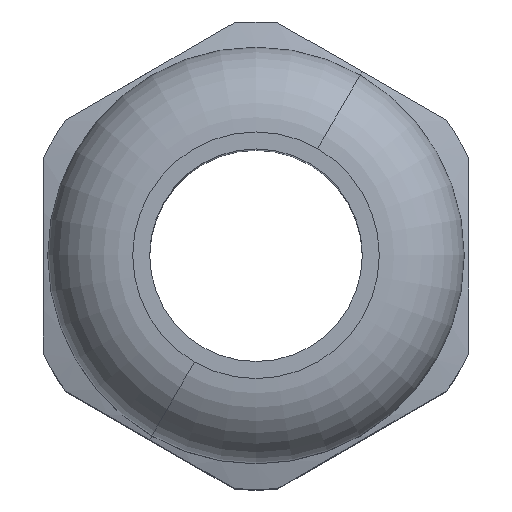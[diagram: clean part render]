
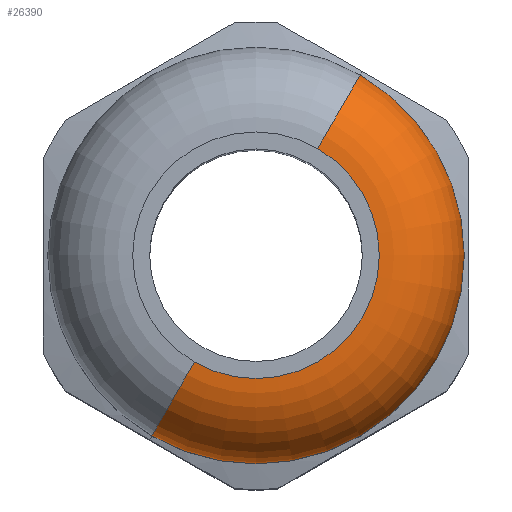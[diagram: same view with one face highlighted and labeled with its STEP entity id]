
A CAD part, top view. The second image highlights one B-rep face of the part: STEP entity #26390.
In plain terms, the highlighted toroidal (fillet/blend) face has major radius 5.8 mm and minor radius 4 mm.
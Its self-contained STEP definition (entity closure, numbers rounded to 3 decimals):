
#1530=CARTESIAN_POINT('',(0.,0.,
28.355));
#1540=DIRECTION('',(0.,0.,-1.));
#1550=DIRECTION('',(0.866,0.5,
0.));
#1560=AXIS2_PLACEMENT_3D('',#1530,#1540,#1550);
#1570=CIRCLE('',#1560,5.8);
#1600=CARTESIAN_POINT('',(0.,-5.8,
28.355));
#1610=VERTEX_POINT('',#1600);
#1640=CARTESIAN_POINT('',(0.,5.8,
28.355));
#1650=VERTEX_POINT('',#1640);
#1660=EDGE_CURVE('',#1610,#1650,#1570,.T.);
#16520=CARTESIAN_POINT('',(0.,0.,
24.355));
#16530=DIRECTION('',(0.,0.,-1.));
#16540=DIRECTION('',(0.866,0.5,
0.));
#16550=AXIS2_PLACEMENT_3D('',#16520,#16530,#16540);
#16560=CIRCLE('',#16550,9.8);
#16590=CARTESIAN_POINT('',(0.,-9.8,24.355));
#16600=VERTEX_POINT('',#16590);
#16630=CARTESIAN_POINT('',(0.,-5.8,
24.355));
#16640=DIRECTION('',(-1.,0.,0.));
#16650=DIRECTION('',(0.,0.,1.));
#16660=AXIS2_PLACEMENT_3D('',#16630,#16640,#16650);
#16670=CIRCLE('',#16660,4.);
#16680=EDGE_CURVE('',#16600,#1610,#16670,.T.);
#16720=CARTESIAN_POINT('',(0.,5.8,
24.355));
#16730=DIRECTION('',(1.,0.,0.));
#16740=DIRECTION('',(0.,0.,1.));
#16750=AXIS2_PLACEMENT_3D('',#16720,#16730,#16740);
#16760=CIRCLE('',#16750,4.);
#16770=CARTESIAN_POINT('',(0.,9.8,
24.355));
#16780=VERTEX_POINT('',#16770);
#16790=EDGE_CURVE('',#16780,#1650,#16760,.T.);
#17050=CARTESIAN_POINT('',(-8.487,-4.9,
24.355));
#17060=VERTEX_POINT('',#17050);
#17070=EDGE_CURVE('',#17060,#16780,#16560,.T.);
#24320=EDGE_CURVE('',#16600,#17060,#16560,.T.);
#26270=CARTESIAN_POINT('',(0.,0.,
24.355));
#26280=DIRECTION('',(0.,0.,-1.));
#26290=DIRECTION('',(0.,-1.,0.));
#26300=AXIS2_PLACEMENT_3D('',#26270,#26280,#26290);
#26310=TOROIDAL_SURFACE('',#26300,5.8,4.);
#26320=ORIENTED_EDGE('',*,*,#24320,.F.);
#26330=ORIENTED_EDGE('',*,*,#17070,.F.);
#26340=ORIENTED_EDGE('',*,*,#16790,.F.);
#26350=ORIENTED_EDGE('',*,*,#1660,.T.);
#26360=ORIENTED_EDGE('',*,*,#16680,.T.);
#26370=EDGE_LOOP('',(#26360,#26350,#26340,#26330,#26320));
#26380=FACE_OUTER_BOUND('',#26370,.T.);
#26390=ADVANCED_FACE('',(#26380),#26310,.T.);
